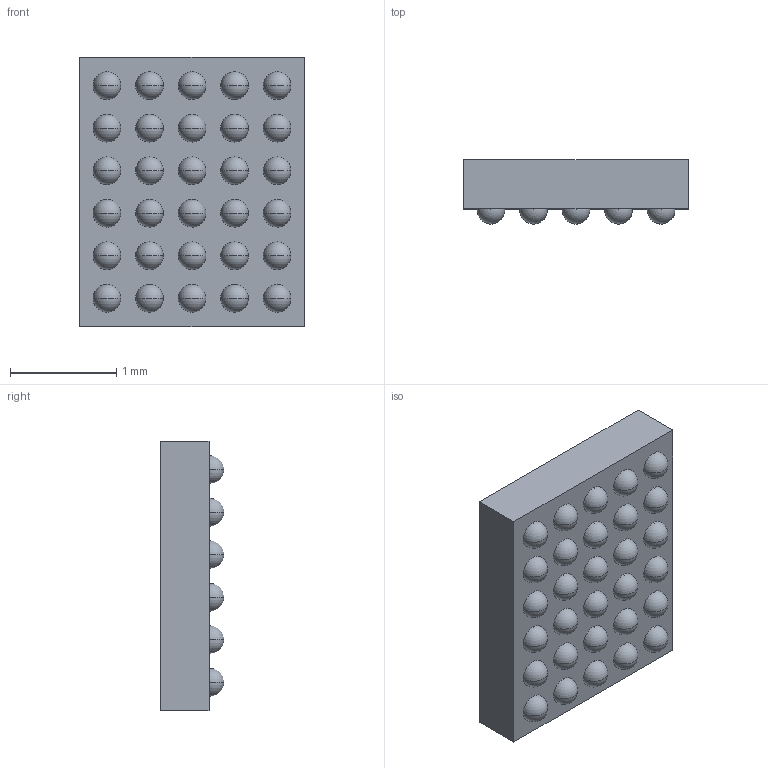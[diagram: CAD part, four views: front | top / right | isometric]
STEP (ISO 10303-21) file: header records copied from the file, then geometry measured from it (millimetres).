
FILE_DESCRIPTION (( 'STEP AP214' ), '1' );
FILE_NAME ('ICE40UP5K-UWG30ITR.STEP', '2020-06-22T21:56:40', ( '' ), ( '' ), 'SwSTEP 2.0', 'SolidWorks 2018', '' );
FILE_SCHEMA (( 'AUTOMOTIVE_DESIGN' ));
Length unit declared in the file: millimetre
Products named in the file (1): ICE40UP5K-UWG30ITR
Bounding box: 2.11 x 0.6 x 2.54 mm (x, y, z)
Volume: 2.6 mm3; surface area: 20 mm2
Topology: 31 solids, 31 shells, 96 faces, 282 edges, 188 vertices
Faces by surface type: sphere 60, plane 36
Entity records: 2440 total; most frequent: DIRECTION 446, CARTESIAN_POINT 327, ORIENTED_EDGE 264, AXIS2_PLACEMENT_3D 217, EDGE_CURVE 132, CIRCLE 120, VERTEX_POINT 98, ADVANCED_FACE 96
